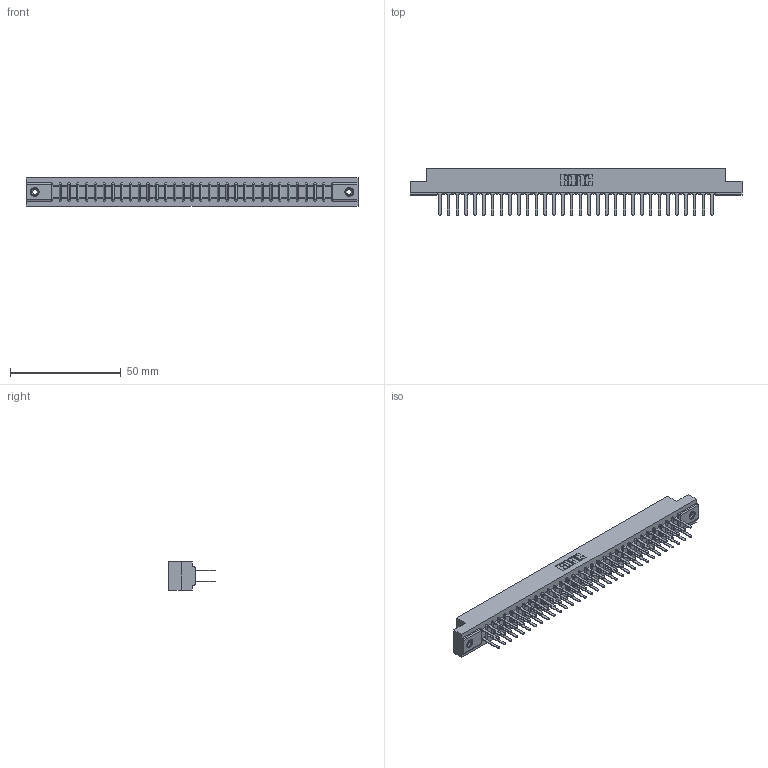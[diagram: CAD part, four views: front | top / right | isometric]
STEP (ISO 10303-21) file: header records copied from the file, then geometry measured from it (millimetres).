
FILE_DESCRIPTION (( 'STEP AP203' ), '1' );
FILE_NAME ('357-064-422-208.STEP', '2020-10-04T16:36:50', ( '' ), ( '' ), 'SwSTEP 2.0', 'SolidWorks 2020', '' );
FILE_SCHEMA (( 'CONFIG_CONTROL_DESIGN' ));
Length unit declared in the file: inch
Products named in the file (4): 345-250-001_345-250-003-102; 357-064-422-208; 307-290-001_522; 307 Part_.156 Dia Mounting Holes
Assembly tree (67 placements, depth 2):
  357-064-422-208
    307 Part_.156 Dia Mounting Holes
    307-290-001_522  x64
    345-250-001_345-250-003-102  x2
Bounding box: 149.81 x 21.11 x 12.7 mm (x, y, z)
Volume: 15990.9 mm3; surface area: 20082.6 mm2
Topology: 67 solids, 67 shells, 3155 faces, 8779 edges, 5670 vertices
Faces by surface type: plane 2086, cylinder 987, sphere 66, cone 12, torus 4
Entity records: 30843 total; most frequent: CARTESIAN_POINT 5031, ORIENTED_EDGE 4978, DIRECTION 4941, EDGE_CURVE 2489, VECTOR 1905, LINE 1905, VERTEX_POINT 1608, AXIS2_PLACEMENT_3D 1518
